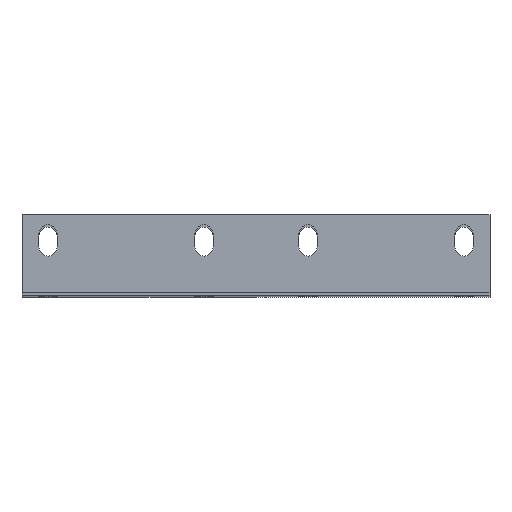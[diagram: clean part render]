
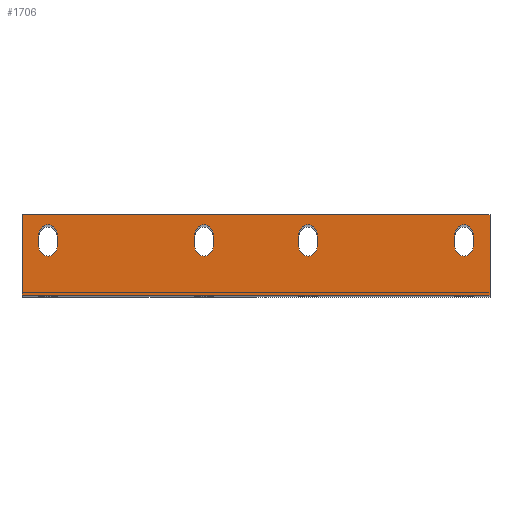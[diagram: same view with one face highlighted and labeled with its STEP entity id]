
A CAD part, top view. The second image highlights one B-rep face of the part: STEP entity #1706.
In plain terms, the highlighted planar face has unit normal (0, 0, 1).
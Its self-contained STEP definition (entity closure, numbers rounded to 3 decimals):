
#66=FACE_BOUND('',#248,.T.);
#67=FACE_BOUND('',#249,.T.);
#68=FACE_BOUND('',#250,.T.);
#69=FACE_BOUND('',#251,.T.);
#118=CIRCLE('',#1852,3.5);
#119=CIRCLE('',#1853,3.5);
#120=CIRCLE('',#1854,3.5);
#121=CIRCLE('',#1855,3.5);
#122=CIRCLE('',#1856,3.5);
#123=CIRCLE('',#1857,3.5);
#124=CIRCLE('',#1858,3.5);
#125=CIRCLE('',#1859,3.5);
#145=FACE_OUTER_BOUND('',#247,.T.);
#247=EDGE_LOOP('',(#1192,#1193,#1194,#1195,#1196,#1197));
#248=EDGE_LOOP('',(#1198,#1199,#1200,#1201));
#249=EDGE_LOOP('',(#1202,#1203,#1204,#1205));
#250=EDGE_LOOP('',(#1206,#1207,#1208,#1209));
#251=EDGE_LOOP('',(#1210,#1211,#1212,#1213));
#382=LINE('',#2564,#558);
#399=LINE('',#2631,#575);
#400=LINE('',#2633,#576);
#401=LINE('',#2635,#577);
#402=LINE('',#2637,#578);
#403=LINE('',#2638,#579);
#404=LINE('',#2643,#580);
#405=LINE('',#2646,#581);
#406=LINE('',#2651,#582);
#407=LINE('',#2654,#583);
#408=LINE('',#2659,#584);
#409=LINE('',#2662,#585);
#410=LINE('',#2667,#586);
#411=LINE('',#2670,#587);
#558=VECTOR('',#2054,10.);
#575=VECTOR('',#2105,10.);
#576=VECTOR('',#2106,10.);
#577=VECTOR('',#2107,10.);
#578=VECTOR('',#2108,10.);
#579=VECTOR('',#2109,10.);
#580=VECTOR('',#2112,10.);
#581=VECTOR('',#2115,10.);
#582=VECTOR('',#2118,10.);
#583=VECTOR('',#2121,10.);
#584=VECTOR('',#2124,10.);
#585=VECTOR('',#2127,10.);
#586=VECTOR('',#2130,10.);
#587=VECTOR('',#2133,10.);
#751=VERTEX_POINT('',#2550);
#757=VERTEX_POINT('',#2562);
#790=VERTEX_POINT('',#2630);
#791=VERTEX_POINT('',#2632);
#792=VERTEX_POINT('',#2634);
#793=VERTEX_POINT('',#2636);
#794=VERTEX_POINT('',#2639);
#795=VERTEX_POINT('',#2640);
#796=VERTEX_POINT('',#2642);
#797=VERTEX_POINT('',#2644);
#798=VERTEX_POINT('',#2647);
#799=VERTEX_POINT('',#2648);
#800=VERTEX_POINT('',#2650);
#801=VERTEX_POINT('',#2652);
#802=VERTEX_POINT('',#2655);
#803=VERTEX_POINT('',#2656);
#804=VERTEX_POINT('',#2658);
#805=VERTEX_POINT('',#2660);
#806=VERTEX_POINT('',#2663);
#807=VERTEX_POINT('',#2664);
#808=VERTEX_POINT('',#2666);
#809=VERTEX_POINT('',#2668);
#918=EDGE_CURVE('',#751,#757,#382,.T.);
#951=EDGE_CURVE('',#790,#757,#399,.T.);
#952=EDGE_CURVE('',#791,#790,#400,.T.);
#953=EDGE_CURVE('',#792,#791,#401,.T.);
#954=EDGE_CURVE('',#792,#793,#402,.T.);
#955=EDGE_CURVE('',#793,#751,#403,.T.);
#956=EDGE_CURVE('',#794,#795,#118,.T.);
#957=EDGE_CURVE('',#795,#796,#404,.T.);
#958=EDGE_CURVE('',#796,#797,#119,.T.);
#959=EDGE_CURVE('',#797,#794,#405,.T.);
#960=EDGE_CURVE('',#798,#799,#120,.T.);
#961=EDGE_CURVE('',#799,#800,#406,.T.);
#962=EDGE_CURVE('',#800,#801,#121,.T.);
#963=EDGE_CURVE('',#801,#798,#407,.T.);
#964=EDGE_CURVE('',#802,#803,#122,.T.);
#965=EDGE_CURVE('',#803,#804,#408,.T.);
#966=EDGE_CURVE('',#804,#805,#123,.T.);
#967=EDGE_CURVE('',#805,#802,#409,.T.);
#968=EDGE_CURVE('',#806,#807,#124,.T.);
#969=EDGE_CURVE('',#807,#808,#410,.T.);
#970=EDGE_CURVE('',#808,#809,#125,.T.);
#971=EDGE_CURVE('',#809,#806,#411,.T.);
#1192=ORIENTED_EDGE('',*,*,#951,.F.);
#1193=ORIENTED_EDGE('',*,*,#952,.F.);
#1194=ORIENTED_EDGE('',*,*,#953,.F.);
#1195=ORIENTED_EDGE('',*,*,#954,.T.);
#1196=ORIENTED_EDGE('',*,*,#955,.T.);
#1197=ORIENTED_EDGE('',*,*,#918,.T.);
#1198=ORIENTED_EDGE('',*,*,#956,.T.);
#1199=ORIENTED_EDGE('',*,*,#957,.T.);
#1200=ORIENTED_EDGE('',*,*,#958,.T.);
#1201=ORIENTED_EDGE('',*,*,#959,.T.);
#1202=ORIENTED_EDGE('',*,*,#960,.T.);
#1203=ORIENTED_EDGE('',*,*,#961,.T.);
#1204=ORIENTED_EDGE('',*,*,#962,.T.);
#1205=ORIENTED_EDGE('',*,*,#963,.T.);
#1206=ORIENTED_EDGE('',*,*,#964,.T.);
#1207=ORIENTED_EDGE('',*,*,#965,.T.);
#1208=ORIENTED_EDGE('',*,*,#966,.T.);
#1209=ORIENTED_EDGE('',*,*,#967,.T.);
#1210=ORIENTED_EDGE('',*,*,#968,.T.);
#1211=ORIENTED_EDGE('',*,*,#969,.T.);
#1212=ORIENTED_EDGE('',*,*,#970,.T.);
#1213=ORIENTED_EDGE('',*,*,#971,.T.);
#1573=PLANE('',#1851);
#1706=ADVANCED_FACE('',(#145,#66,#67,#68,#69),#1573,.F.);
#1851=AXIS2_PLACEMENT_3D('',#2629,#2103,#2104);
#1852=AXIS2_PLACEMENT_3D('',#2641,#2110,#2111);
#1853=AXIS2_PLACEMENT_3D('',#2645,#2113,#2114);
#1854=AXIS2_PLACEMENT_3D('',#2649,#2116,#2117);
#1855=AXIS2_PLACEMENT_3D('',#2653,#2119,#2120);
#1856=AXIS2_PLACEMENT_3D('',#2657,#2122,#2123);
#1857=AXIS2_PLACEMENT_3D('',#2661,#2125,#2126);
#1858=AXIS2_PLACEMENT_3D('',#2665,#2128,#2129);
#1859=AXIS2_PLACEMENT_3D('',#2669,#2131,#2132);
#2054=DIRECTION('',(1.,0.,0.));
#2103=DIRECTION('center_axis',(0.,0.,
-1.));
#2104=DIRECTION('ref_axis',(0.,1.,0.));
#2105=DIRECTION('',(0.,-1.,0.));
#2106=DIRECTION('',(0.,-1.,0.));
#2107=DIRECTION('',(1.,0.,0.));
#2108=DIRECTION('',(0.,-1.,0.));
#2109=DIRECTION('',(0.,-1.,0.));
#2110=DIRECTION('center_axis',(0.,0.,
-1.));
#2111=DIRECTION('ref_axis',(1.,0.,0.));
#2112=DIRECTION('',(0.,1.,0.));
#2113=DIRECTION('center_axis',(0.,0.,
-1.));
#2114=DIRECTION('ref_axis',(-1.,0.,0.));
#2115=DIRECTION('',(0.,-1.,0.));
#2116=DIRECTION('center_axis',(0.,0.,
-1.));
#2117=DIRECTION('ref_axis',(1.,0.,0.));
#2118=DIRECTION('',(0.,1.,0.));
#2119=DIRECTION('center_axis',(0.,0.,
-1.));
#2120=DIRECTION('ref_axis',(-1.,0.,0.));
#2121=DIRECTION('',(0.,-1.,0.));
#2122=DIRECTION('center_axis',(0.,0.,
-1.));
#2123=DIRECTION('ref_axis',(1.,0.,0.));
#2124=DIRECTION('',(0.,1.,0.));
#2125=DIRECTION('center_axis',(0.,0.,
-1.));
#2126=DIRECTION('ref_axis',(-1.,0.,0.));
#2127=DIRECTION('',(0.,-1.,0.));
#2128=DIRECTION('center_axis',(0.,0.,
-1.));
#2129=DIRECTION('ref_axis',(1.,0.,0.));
#2130=DIRECTION('',(0.,1.,0.));
#2131=DIRECTION('center_axis',(0.,0.,
-1.));
#2132=DIRECTION('ref_axis',(-1.,0.,0.));
#2133=DIRECTION('',(0.,-1.,0.));
#2550=CARTESIAN_POINT('',(-90.,0.,248.369));
#2562=CARTESIAN_POINT('',(90.,0.,248.369));
#2564=CARTESIAN_POINT('',(0.,0.,248.369));
#2629=CARTESIAN_POINT('Origin',(0.,-508.881,
248.369));
#2630=CARTESIAN_POINT('',(90.,2.,248.369));
#2631=CARTESIAN_POINT('',(90.,-253.44,248.369));
#2632=CARTESIAN_POINT('',(90.,30.869,248.369));
#2633=CARTESIAN_POINT('',(90.,0.369,248.369));
#2634=CARTESIAN_POINT('',(-90.,30.869,248.369));
#2635=CARTESIAN_POINT('',(-90.,30.869,248.369));
#2636=CARTESIAN_POINT('',(-90.,2.,248.369));
#2637=CARTESIAN_POINT('',(-90.,0.369,248.369));
#2638=CARTESIAN_POINT('',(-90.,-255.315,248.369));
#2639=CARTESIAN_POINT('',(83.5,18.5,248.369));
#2640=CARTESIAN_POINT('',(76.5,18.5,248.369));
#2641=CARTESIAN_POINT('Origin',(80.,18.5,248.369));
#2642=CARTESIAN_POINT('',(76.5,23.5,248.369));
#2643=CARTESIAN_POINT('',(76.5,-242.69,248.369));
#2644=CARTESIAN_POINT('',(83.5,23.5,248.369));
#2645=CARTESIAN_POINT('Origin',(80.,23.5,248.369));
#2646=CARTESIAN_POINT('',(83.5,-245.19,248.369));
#2647=CARTESIAN_POINT('',(-16.5,18.5,248.369));
#2648=CARTESIAN_POINT('',(-23.5,18.5,248.369));
#2649=CARTESIAN_POINT('Origin',(-20.,18.5,248.369));
#2650=CARTESIAN_POINT('',(-23.5,23.5,248.369));
#2651=CARTESIAN_POINT('',(-23.5,-242.69,248.369));
#2652=CARTESIAN_POINT('',(-16.5,23.5,248.369));
#2653=CARTESIAN_POINT('Origin',(-20.,23.5,248.369));
#2654=CARTESIAN_POINT('',(-16.5,-245.19,248.369));
#2655=CARTESIAN_POINT('',(23.5,18.5,248.369));
#2656=CARTESIAN_POINT('',(16.5,18.5,248.369));
#2657=CARTESIAN_POINT('Origin',(20.,18.5,248.369));
#2658=CARTESIAN_POINT('',(16.5,23.5,248.369));
#2659=CARTESIAN_POINT('',(16.5,-242.69,248.369));
#2660=CARTESIAN_POINT('',(23.5,23.5,248.369));
#2661=CARTESIAN_POINT('Origin',(20.,23.5,248.369));
#2662=CARTESIAN_POINT('',(23.5,-245.19,248.369));
#2663=CARTESIAN_POINT('',(-76.5,18.5,248.369));
#2664=CARTESIAN_POINT('',(-83.5,18.5,248.369));
#2665=CARTESIAN_POINT('Origin',(-80.,18.5,248.369));
#2666=CARTESIAN_POINT('',(-83.5,23.5,248.369));
#2667=CARTESIAN_POINT('',(-83.5,-242.69,248.369));
#2668=CARTESIAN_POINT('',(-76.5,23.5,248.369));
#2669=CARTESIAN_POINT('Origin',(-80.,23.5,248.369));
#2670=CARTESIAN_POINT('',(-76.5,-245.19,248.369));
